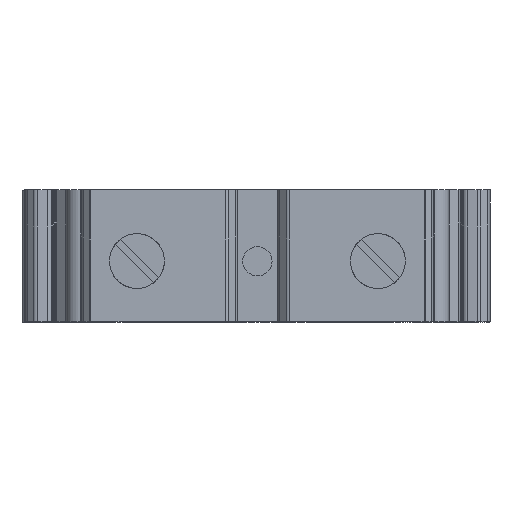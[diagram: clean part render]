
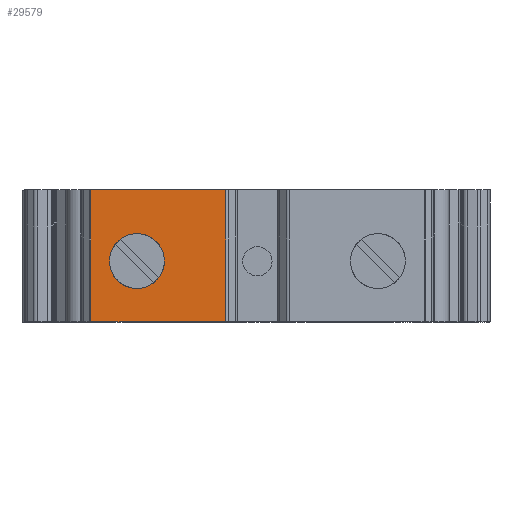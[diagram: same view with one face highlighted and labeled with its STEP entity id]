
A CAD part, top view. The second image highlights one B-rep face of the part: STEP entity #29579.
In plain terms, the highlighted planar face has unit normal (0, 0, 1).
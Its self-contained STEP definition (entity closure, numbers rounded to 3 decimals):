
#368 = DIRECTION ( 'NONE',  ( 0., 0., 1. ) ) ;
#575 = DIRECTION ( 'NONE',  ( 1., 0., 0. ) ) ;
#1838 = CARTESIAN_POINT ( 'NONE',  ( -40.1, 18., 55.6 ) ) ;
#1944 = VERTEX_POINT ( 'NONE', #29396 ) ;
#2638 = VECTOR ( 'NONE', #12356, 1000. ) ;
#2787 = DIRECTION ( 'NONE',  ( -1., 0., 0. ) ) ;
#2874 = CARTESIAN_POINT ( 'NONE',  ( -21.668, 18., 55.6 ) ) ;
#3121 = FACE_OUTER_BOUND ( 'NONE', #24940, .T. ) ;
#3537 = CARTESIAN_POINT ( 'NONE',  ( -37.55, 8.25, 55.6 ) ) ;
#3610 = CARTESIAN_POINT ( 'NONE',  ( -40.1, 18., 55.6 ) ) ;
#4202 = CARTESIAN_POINT ( 'NONE',  ( -40.1, 18., 55.6 ) ) ;
#4360 = DIRECTION ( 'NONE',  ( 0., -1., 0. ) ) ;
#4555 = EDGE_CURVE ( 'NONE', #1944, #12691, #33146, .T. ) ;
#4841 = VERTEX_POINT ( 'NONE', #1838 ) ;
#5423 = CARTESIAN_POINT ( 'NONE',  ( -40.1, 0., 55.6 ) ) ;
#5465 = ORIENTED_EDGE ( 'NONE', *, *, #4555, .F. ) ;
#5817 = PLANE ( 'NONE',  #31468 ) ;
#6237 = LINE ( 'NONE', #4202, #18571 ) ;
#7393 = VERTEX_POINT ( 'NONE', #2874 ) ;
#10520 = LINE ( 'NONE', #10678, #15963 ) ;
#10678 = CARTESIAN_POINT ( 'NONE',  ( -21.668, 18., 55.6 ) ) ;
#11399 = CARTESIAN_POINT ( 'NONE',  ( -30.05, 8.25, 55.6 ) ) ;
#12356 = DIRECTION ( 'NONE',  ( -1., 0., 0. ) ) ;
#12682 = CIRCLE ( 'NONE', #15923, 3.75 ) ;
#12691 = VERTEX_POINT ( 'NONE', #5423 ) ;
#12827 = DIRECTION ( 'NONE',  ( 1., 0., 0. ) ) ;
#12982 = CARTESIAN_POINT ( 'NONE',  ( -33.8, 8.25, 55.6 ) ) ;
#13089 = DIRECTION ( 'NONE',  ( 0., 0., 1. ) ) ;
#13864 = DIRECTION ( 'NONE',  ( 0., 0., 1. ) ) ;
#13895 = VERTEX_POINT ( 'NONE', #11399 ) ;
#14916 = EDGE_LOOP ( 'NONE', ( #23614, #23695 ) ) ;
#15923 = AXIS2_PLACEMENT_3D ( 'NONE', #30710, #13089, #28505 ) ;
#15963 = VECTOR ( 'NONE', #2787, 1000. ) ;
#16746 = AXIS2_PLACEMENT_3D ( 'NONE', #12982, #368, #12827 ) ;
#18061 = VERTEX_POINT ( 'NONE', #3537 ) ;
#18501 = VECTOR ( 'NONE', #4360, 1000. ) ;
#18571 = VECTOR ( 'NONE', #29340, 1000. ) ;
#20387 = EDGE_CURVE ( 'NONE', #18061, #13895, #27568, .T. ) ;
#20480 = CARTESIAN_POINT ( 'NONE',  ( -40.1, 0., 55.6 ) ) ;
#21808 = EDGE_CURVE ( 'NONE', #7393, #1944, #25472, .T. ) ;
#23614 = ORIENTED_EDGE ( 'NONE', *, *, #31171, .F. ) ;
#23695 = ORIENTED_EDGE ( 'NONE', *, *, #20387, .F. ) ;
#24203 = ORIENTED_EDGE ( 'NONE', *, *, #30326, .T. ) ;
#24940 = EDGE_LOOP ( 'NONE', ( #5465, #30661, #33109, #24203 ) ) ;
#25472 = LINE ( 'NONE', #32722, #18501 ) ;
#26740 = FACE_BOUND ( 'NONE', #14916, .T. ) ;
#27094 = EDGE_CURVE ( 'NONE', #7393, #4841, #10520, .T. ) ;
#27568 = CIRCLE ( 'NONE', #16746, 3.75 ) ;
#28505 = DIRECTION ( 'NONE',  ( 1., 0., 0. ) ) ;
#29340 = DIRECTION ( 'NONE',  ( 0., -1., 0. ) ) ;
#29396 = CARTESIAN_POINT ( 'NONE',  ( -21.668, 0., 55.6 ) ) ;
#29579 = ADVANCED_FACE ( 'NONE', ( #3121, #26740 ), #5817, .T. ) ;
#30326 = EDGE_CURVE ( 'NONE', #4841, #12691, #6237, .T. ) ;
#30661 = ORIENTED_EDGE ( 'NONE', *, *, #21808, .F. ) ;
#30710 = CARTESIAN_POINT ( 'NONE',  ( -33.8, 8.25, 55.6 ) ) ;
#31171 = EDGE_CURVE ( 'NONE', #13895, #18061, #12682, .T. ) ;
#31468 = AXIS2_PLACEMENT_3D ( 'NONE', #3610, #13864, #575 ) ;
#32722 = CARTESIAN_POINT ( 'NONE',  ( -21.668, 18., 55.6 ) ) ;
#33109 = ORIENTED_EDGE ( 'NONE', *, *, #27094, .T. ) ;
#33146 = LINE ( 'NONE', #20480, #2638 ) ;
